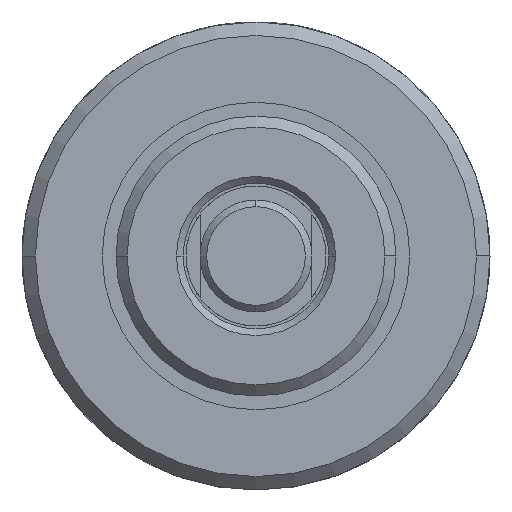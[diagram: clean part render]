
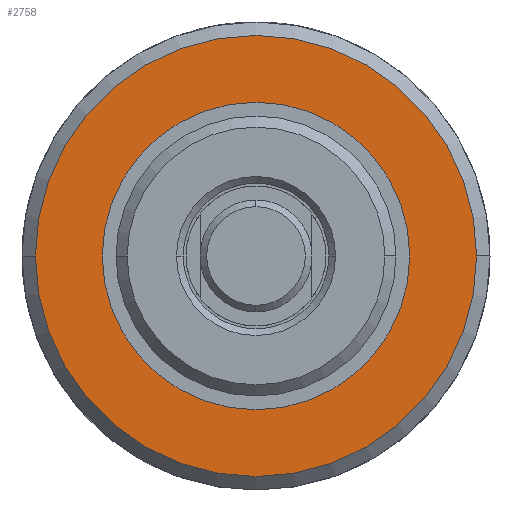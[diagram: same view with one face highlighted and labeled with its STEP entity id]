
A CAD part, left-side view. The second image highlights one B-rep face of the part: STEP entity #2758.
In plain terms, the highlighted planar face has unit normal (-1, 0, 0).
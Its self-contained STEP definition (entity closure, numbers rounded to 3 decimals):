
#22 = CARTESIAN_POINT ( 'NONE',  ( 20.574, 0., 25.019 ) ) ;
#43 = EDGE_LOOP ( 'NONE', ( #1464, #3870 ) ) ;
#242 = EDGE_CURVE ( 'NONE', #3571, #1353, #3208, .T. ) ;
#482 = AXIS2_PLACEMENT_3D ( 'NONE', #1565, #1542, #1221 ) ;
#890 = EDGE_CURVE ( 'NONE', #1353, #3571, #4307, .T. ) ;
#961 = EDGE_LOOP ( 'NONE', ( #1151, #2127 ) ) ;
#986 = DIRECTION ( 'NONE',  ( 0., 0., -1. ) ) ;
#1033 = DIRECTION ( 'NONE',  ( 0., 0., -1. ) ) ;
#1057 = AXIS2_PLACEMENT_3D ( 'NONE', #3353, #2360, #986 ) ;
#1114 = FACE_BOUND ( 'NONE', #43, .T. ) ;
#1151 = ORIENTED_EDGE ( 'NONE', *, *, #3221, .F. ) ;
#1221 = DIRECTION ( 'NONE',  ( 0., 0., -1. ) ) ;
#1353 = VERTEX_POINT ( 'NONE', #4338 ) ;
#1444 = DIRECTION ( 'NONE',  ( 0., 0., -1. ) ) ;
#1464 = ORIENTED_EDGE ( 'NONE', *, *, #890, .T. ) ;
#1542 = DIRECTION ( 'NONE',  ( 1., 0., 0. ) ) ;
#1565 = CARTESIAN_POINT ( 'NONE',  ( 20.574, 0., 0. ) ) ;
#1698 = FACE_OUTER_BOUND ( 'NONE', #961, .T. ) ;
#2093 = VERTEX_POINT ( 'NONE', #4021 ) ;
#2101 = CIRCLE ( 'NONE', #2379, 25.019 ) ;
#2127 = ORIENTED_EDGE ( 'NONE', *, *, #4237, .F. ) ;
#2293 = AXIS2_PLACEMENT_3D ( 'NONE', #3034, #2380, #1444 ) ;
#2360 = DIRECTION ( 'NONE',  ( 1., 0., 0. ) ) ;
#2379 = AXIS2_PLACEMENT_3D ( 'NONE', #3447, #2493, #3133 ) ;
#2380 = DIRECTION ( 'NONE',  ( 1., 0., 0. ) ) ;
#2412 = AXIS2_PLACEMENT_3D ( 'NONE', #4033, #2985, #1033 ) ;
#2493 = DIRECTION ( 'NONE',  ( 1., 0., 0. ) ) ;
#2758 = ADVANCED_FACE ( 'NONE', ( #1698, #1114 ), #4118, .F. ) ;
#2985 = DIRECTION ( 'NONE',  ( 1., 0., 0. ) ) ;
#3034 = CARTESIAN_POINT ( 'NONE',  ( 20.574, 0., 0. ) ) ;
#3133 = DIRECTION ( 'NONE',  ( 0., 0., -1. ) ) ;
#3159 = CIRCLE ( 'NONE', #1057, 25.019 ) ;
#3208 = CIRCLE ( 'NONE', #482, 17.437 ) ;
#3221 = EDGE_CURVE ( 'NONE', #3636, #2093, #3159, .T. ) ;
#3353 = CARTESIAN_POINT ( 'NONE',  ( 20.574, 0., 0. ) ) ;
#3447 = CARTESIAN_POINT ( 'NONE',  ( 20.574, 0., 0. ) ) ;
#3571 = VERTEX_POINT ( 'NONE', #4280 ) ;
#3636 = VERTEX_POINT ( 'NONE', #22 ) ;
#3870 = ORIENTED_EDGE ( 'NONE', *, *, #242, .T. ) ;
#4021 = CARTESIAN_POINT ( 'NONE',  ( 20.574, 0., -25.019 ) ) ;
#4033 = CARTESIAN_POINT ( 'NONE',  ( 20.574, 0., 0. ) ) ;
#4118 = PLANE ( 'NONE',  #2293 ) ;
#4237 = EDGE_CURVE ( 'NONE', #2093, #3636, #2101, .T. ) ;
#4280 = CARTESIAN_POINT ( 'NONE',  ( 20.574, 0., 17.437 ) ) ;
#4307 = CIRCLE ( 'NONE', #2412, 17.437 ) ;
#4338 = CARTESIAN_POINT ( 'NONE',  ( 20.574, 0., -17.437 ) ) ;
